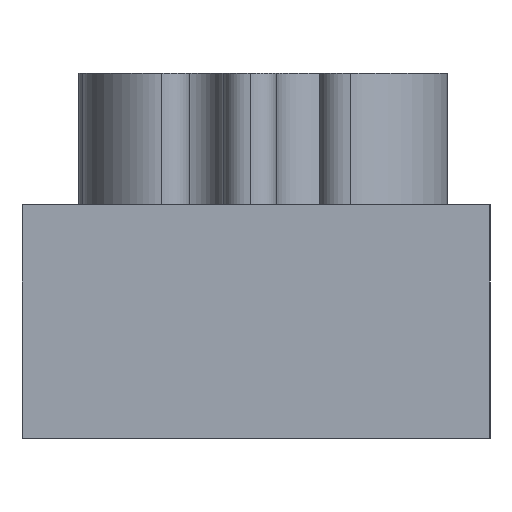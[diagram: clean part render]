
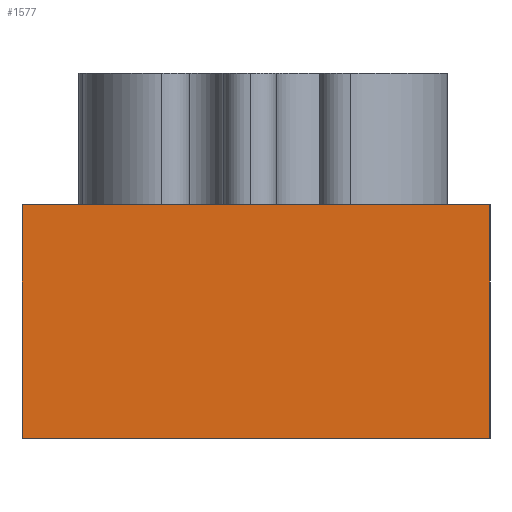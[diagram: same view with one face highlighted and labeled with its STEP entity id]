
A CAD part, left-side view. The second image highlights one B-rep face of the part: STEP entity #1577.
In plain terms, the highlighted free-form (B-spline) face has degree [1, 1] with [2, 2] control points.
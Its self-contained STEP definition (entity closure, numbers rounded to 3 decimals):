
#1490 = VERTEX_POINT('',#1491);
#1491 = CARTESIAN_POINT('',(442.053,0.,0.));
#1498 = EDGE_CURVE('',#1499,#1490,#1501,.T.);
#1499 = VERTEX_POINT('',#1500);
#1500 = CARTESIAN_POINT('',(442.053,0.,-73.675));
#1501 = B_SPLINE_CURVE_WITH_KNOTS('',1,(#1502,#1503),.UNSPECIFIED.,.F.,
  .F.,(2,2),(0.,50.),.PIECEWISE_BEZIER_KNOTS.);
#1502 = CARTESIAN_POINT('',(442.053,0.,-73.675));
#1503 = CARTESIAN_POINT('',(442.053,0.,0.));
#1554 = VERTEX_POINT('',#1555);
#1555 = CARTESIAN_POINT('',(442.053,147.351,0.));
#1562 = VERTEX_POINT('',#1563);
#1563 = CARTESIAN_POINT('',(442.053,147.351,
    -73.675));
#1568 = EDGE_CURVE('',#1562,#1554,#1569,.T.);
#1569 = B_SPLINE_CURVE_WITH_KNOTS('',1,(#1570,#1571),.UNSPECIFIED.,.F.,
  .F.,(2,2),(0.,50.),.PIECEWISE_BEZIER_KNOTS.);
#1570 = CARTESIAN_POINT('',(442.053,147.351,
    -73.675));
#1571 = CARTESIAN_POINT('',(442.053,147.351,0.));
#1577 = ADVANCED_FACE('',(#1578),#1592,.T.);
#1578 = FACE_BOUND('',#1579,.T.);
#1579 = EDGE_LOOP('',(#1580,#1585,#1586,#1591));
#1580 = ORIENTED_EDGE('',*,*,#1581,.F.);
#1581 = EDGE_CURVE('',#1554,#1490,#1582,.T.);
#1582 = B_SPLINE_CURVE_WITH_KNOTS('',1,(#1583,#1584),.UNSPECIFIED.,.F.,
  .F.,(2,2),(-100.,0.),.PIECEWISE_BEZIER_KNOTS.);
#1583 = CARTESIAN_POINT('',(442.053,147.351,0.));
#1584 = CARTESIAN_POINT('',(442.053,0.,0.));
#1585 = ORIENTED_EDGE('',*,*,#1568,.F.);
#1586 = ORIENTED_EDGE('',*,*,#1587,.T.);
#1587 = EDGE_CURVE('',#1562,#1499,#1588,.T.);
#1588 = B_SPLINE_CURVE_WITH_KNOTS('',1,(#1589,#1590),.UNSPECIFIED.,.F.,
  .F.,(2,2),(-100.,0.),.PIECEWISE_BEZIER_KNOTS.);
#1589 = CARTESIAN_POINT('',(442.053,147.351,
    -73.675));
#1590 = CARTESIAN_POINT('',(442.053,0.,-73.675));
#1591 = ORIENTED_EDGE('',*,*,#1498,.T.);
#1592 = B_SPLINE_SURFACE_WITH_KNOTS('',1,1,(
    (#1593,#1594)
    ,(#1595,#1596
    )),.UNSPECIFIED.,.F.,.F.,.F.,(2,2),(2,2),(0.,50.),(0.,100.),
  .PIECEWISE_BEZIER_KNOTS.);
#1593 = CARTESIAN_POINT('',(442.053,0.,-73.675));
#1594 = CARTESIAN_POINT('',(442.053,147.351,
    -73.675));
#1595 = CARTESIAN_POINT('',(442.053,0.,0.));
#1596 = CARTESIAN_POINT('',(442.053,147.351,0.));
